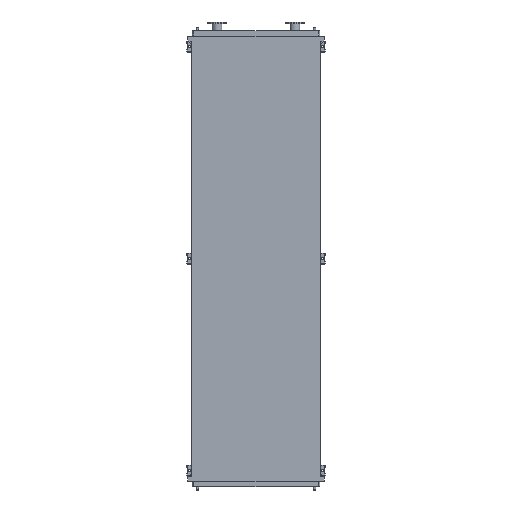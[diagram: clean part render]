
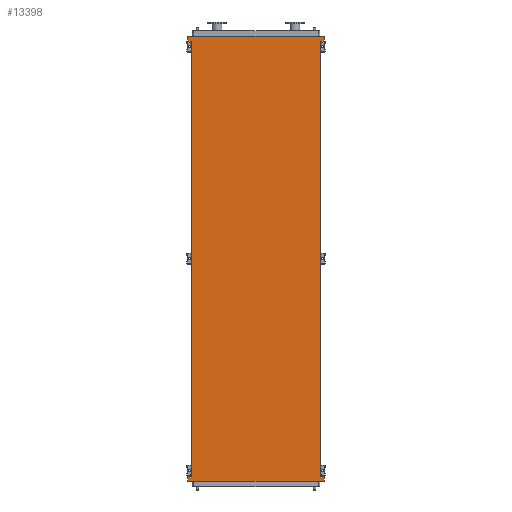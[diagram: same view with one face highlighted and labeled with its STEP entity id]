
A CAD part, front view. The second image highlights one B-rep face of the part: STEP entity #13398.
In plain terms, the highlighted planar face has unit normal (0, -1, 0).
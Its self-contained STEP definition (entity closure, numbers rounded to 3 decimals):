
#238 = VECTOR ( 'NONE', #16197, 1000. ) ;
#409 = CARTESIAN_POINT ( 'NONE',  ( 725., 0., -4850. ) ) ;
#563 = EDGE_CURVE ( 'NONE', #12115, #19537, #16424, .T. ) ;
#882 = LINE ( 'NONE', #6974, #11605 ) ;
#1266 = VECTOR ( 'NONE', #7539, 1000. ) ;
#1978 = ORIENTED_EDGE ( 'NONE', *, *, #10412, .F. ) ;
#1997 = ORIENTED_EDGE ( 'NONE', *, *, #4396, .F. ) ;
#2010 = EDGE_CURVE ( 'NONE', #7124, #12115, #2470, .T. ) ;
#2247 = VECTOR ( 'NONE', #8626, 1000. ) ;
#2470 = LINE ( 'NONE', #23648, #22385 ) ;
#2514 = CARTESIAN_POINT ( 'NONE',  ( -771., 0., 53. ) ) ;
#2598 = EDGE_CURVE ( 'NONE', #7172, #7368, #11377, .T. ) ;
#2979 = CARTESIAN_POINT ( 'NONE',  ( 771., 0., 53. ) ) ;
#3016 = VECTOR ( 'NONE', #9545, 1000. ) ;
#3864 = VECTOR ( 'NONE', #6715, 1000. ) ;
#4214 = CARTESIAN_POINT ( 'NONE',  ( 771., 0., -4945. ) ) ;
#4396 = EDGE_CURVE ( 'NONE', #12841, #11636, #882, .T. ) ;
#4603 = ORIENTED_EDGE ( 'NONE', *, *, #13999, .F. ) ;
#4759 = CARTESIAN_POINT ( 'NONE',  ( -771., 0., 53. ) ) ;
#4850 = ORIENTED_EDGE ( 'NONE', *, *, #563, .F. ) ;
#5055 = LINE ( 'NONE', #21993, #24247 ) ;
#5486 = EDGE_CURVE ( 'NONE', #19537, #12655, #5055, .T. ) ;
#6484 = ORIENTED_EDGE ( 'NONE', *, *, #2598, .F. ) ;
#6715 = DIRECTION ( 'NONE',  ( 0., 0., 1. ) ) ;
#6947 = VECTOR ( 'NONE', #11417, 1000. ) ;
#6974 = CARTESIAN_POINT ( 'NONE',  ( -725., 0., -4850. ) ) ;
#7124 = VERTEX_POINT ( 'NONE', #19896 ) ;
#7172 = VERTEX_POINT ( 'NONE', #23712 ) ;
#7353 = EDGE_LOOP ( 'NONE', ( #14428, #1978, #6484, #20299, #13099, #24012, #1997, #4603, #22688, #14284, #4850, #10157 ) ) ;
#7368 = VERTEX_POINT ( 'NONE', #17072 ) ;
#7390 = CARTESIAN_POINT ( 'NONE',  ( 771., 0., -4903. ) ) ;
#7479 = CARTESIAN_POINT ( 'NONE',  ( -725., 0., 0. ) ) ;
#7539 = DIRECTION ( 'NONE',  ( 0., 0., -1. ) ) ;
#7621 = CARTESIAN_POINT ( 'NONE',  ( -771., 0., 95. ) ) ;
#7805 = VERTEX_POINT ( 'NONE', #10868 ) ;
#7856 = CARTESIAN_POINT ( 'NONE',  ( -771., 0., -4945. ) ) ;
#8051 = EDGE_CURVE ( 'NONE', #8734, #7805, #8983, .T. ) ;
#8095 = LINE ( 'NONE', #7621, #3016 ) ;
#8155 = DIRECTION ( 'NONE',  ( 0., 0., 1. ) ) ;
#8626 = DIRECTION ( 'NONE',  ( -0.655, 0., 0.755 ) ) ;
#8734 = VERTEX_POINT ( 'NONE', #4759 ) ;
#8939 = LINE ( 'NONE', #14242, #3864 ) ;
#8983 = LINE ( 'NONE', #2514, #12836 ) ;
#9115 = EDGE_CURVE ( 'NONE', #12655, #12299, #8939, .T. ) ;
#9515 = CARTESIAN_POINT ( 'NONE',  ( -771., 0., -4903. ) ) ;
#9545 = DIRECTION ( 'NONE',  ( 1., 0., 0. ) ) ;
#10157 = ORIENTED_EDGE ( 'NONE', *, *, #2010, .F. ) ;
#10183 = DIRECTION ( 'NONE',  ( 0., 0., 1. ) ) ;
#10233 = DIRECTION ( 'NONE',  ( 0., 0., -1. ) ) ;
#10412 = EDGE_CURVE ( 'NONE', #7368, #20743, #14762, .T. ) ;
#10868 = CARTESIAN_POINT ( 'NONE',  ( -771., 0., 95. ) ) ;
#11377 = LINE ( 'NONE', #24243, #1266 ) ;
#11417 = DIRECTION ( 'NONE',  ( 0.655, 0., 0.755 ) ) ;
#11546 = LINE ( 'NONE', #409, #15328 ) ;
#11605 = VECTOR ( 'NONE', #18184, 1000. ) ;
#11636 = VERTEX_POINT ( 'NONE', #7479 ) ;
#12115 = VERTEX_POINT ( 'NONE', #15044 ) ;
#12197 = EDGE_CURVE ( 'NONE', #11636, #8734, #22742, .T. ) ;
#12299 = VERTEX_POINT ( 'NONE', #21861 ) ;
#12654 = DIRECTION ( 'NONE',  ( 0.655, 0., -0.755 ) ) ;
#12655 = VERTEX_POINT ( 'NONE', #7856 ) ;
#12668 = VECTOR ( 'NONE', #18594, 1000. ) ;
#12809 = DIRECTION ( 'NONE',  ( -1., 0., 0. ) ) ;
#12836 = VECTOR ( 'NONE', #10183, 1000. ) ;
#12841 = VERTEX_POINT ( 'NONE', #17746 ) ;
#13099 = ORIENTED_EDGE ( 'NONE', *, *, #8051, .F. ) ;
#13398 = ADVANCED_FACE ( 'NONE', ( #22971 ), #17640, .T. ) ;
#13941 = CARTESIAN_POINT ( 'NONE',  ( -725., 0., -4850. ) ) ;
#13999 = EDGE_CURVE ( 'NONE', #12299, #12841, #16916, .T. ) ;
#14236 = CARTESIAN_POINT ( 'NONE',  ( -725., 0., 0. ) ) ;
#14242 = CARTESIAN_POINT ( 'NONE',  ( -771., 0., -4945. ) ) ;
#14284 = ORIENTED_EDGE ( 'NONE', *, *, #5486, .F. ) ;
#14428 = ORIENTED_EDGE ( 'NONE', *, *, #23801, .T. ) ;
#14762 = LINE ( 'NONE', #2979, #238 ) ;
#15044 = CARTESIAN_POINT ( 'NONE',  ( 771., 0., -4903. ) ) ;
#15328 = VECTOR ( 'NONE', #8155, 1000. ) ;
#16197 = DIRECTION ( 'NONE',  ( -0.655, 0., -0.755 ) ) ;
#16424 = LINE ( 'NONE', #7390, #12668 ) ;
#16916 = LINE ( 'NONE', #9515, #6947 ) ;
#17072 = CARTESIAN_POINT ( 'NONE',  ( 771., 0., 53. ) ) ;
#17640 = PLANE ( 'NONE',  #20457 ) ;
#17746 = CARTESIAN_POINT ( 'NONE',  ( -725., 0., -4850. ) ) ;
#18069 = EDGE_CURVE ( 'NONE', #7805, #7172, #8095, .T. ) ;
#18184 = DIRECTION ( 'NONE',  ( 0., 0., 1. ) ) ;
#18594 = DIRECTION ( 'NONE',  ( 0., 0., -1. ) ) ;
#19537 = VERTEX_POINT ( 'NONE', #4214 ) ;
#19896 = CARTESIAN_POINT ( 'NONE',  ( 725., 0., -4850. ) ) ;
#20299 = ORIENTED_EDGE ( 'NONE', *, *, #18069, .F. ) ;
#20457 = AXIS2_PLACEMENT_3D ( 'NONE', #13941, #21323, #10233 ) ;
#20743 = VERTEX_POINT ( 'NONE', #23468 ) ;
#21323 = DIRECTION ( 'NONE',  ( 0., -1., 0. ) ) ;
#21861 = CARTESIAN_POINT ( 'NONE',  ( -771., 0., -4903. ) ) ;
#21993 = CARTESIAN_POINT ( 'NONE',  ( 771., 0., -4945. ) ) ;
#22385 = VECTOR ( 'NONE', #12654, 1000. ) ;
#22688 = ORIENTED_EDGE ( 'NONE', *, *, #9115, .F. ) ;
#22742 = LINE ( 'NONE', #14236, #2247 ) ;
#22971 = FACE_OUTER_BOUND ( 'NONE', #7353, .T. ) ;
#23468 = CARTESIAN_POINT ( 'NONE',  ( 725., 0., 0. ) ) ;
#23648 = CARTESIAN_POINT ( 'NONE',  ( 725., 0., -4850. ) ) ;
#23712 = CARTESIAN_POINT ( 'NONE',  ( 771., 0., 95. ) ) ;
#23801 = EDGE_CURVE ( 'NONE', #7124, #20743, #11546, .T. ) ;
#24012 = ORIENTED_EDGE ( 'NONE', *, *, #12197, .F. ) ;
#24243 = CARTESIAN_POINT ( 'NONE',  ( 771., 0., 95. ) ) ;
#24247 = VECTOR ( 'NONE', #12809, 1000. ) ;
